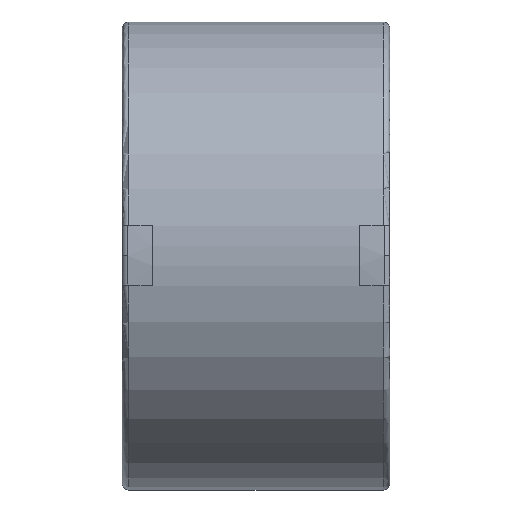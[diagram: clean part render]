
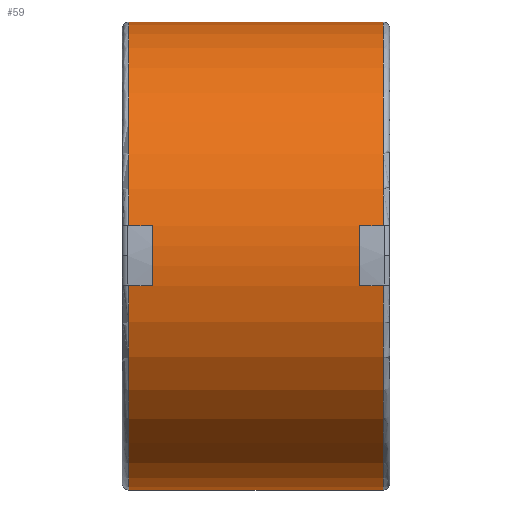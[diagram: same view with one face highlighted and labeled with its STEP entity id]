
A CAD part, top view. The second image highlights one B-rep face of the part: STEP entity #59.
In plain terms, the highlighted cylindrical face has radius 70 mm (diameter 140 mm), a partial arc.
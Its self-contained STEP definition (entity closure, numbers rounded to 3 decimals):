
#59=ADVANCED_FACE('',(#132),#133,.T.);
#132=FACE_OUTER_BOUND('',#280,.T.);
#133=CYLINDRICAL_SURFACE('',#281,70.0);
#280=EDGE_LOOP('',(#518,#519,#520,#521,#522,#523,#524,#525,#526,#527,#528,#529));
#281=AXIS2_PLACEMENT_3D('',#530,#531,#532);
#518=ORIENTED_EDGE('',*,*,#1059,.F.);
#519=ORIENTED_EDGE('',*,*,#1060,.F.);
#520=ORIENTED_EDGE('',*,*,#1061,.T.);
#521=ORIENTED_EDGE('',*,*,#1062,.T.);
#522=ORIENTED_EDGE('',*,*,#1063,.T.);
#523=ORIENTED_EDGE('',*,*,#1064,.F.);
#524=ORIENTED_EDGE('',*,*,#1065,.F.);
#525=ORIENTED_EDGE('',*,*,#1066,.F.);
#526=ORIENTED_EDGE('',*,*,#1067,.T.);
#527=ORIENTED_EDGE('',*,*,#1068,.T.);
#528=ORIENTED_EDGE('',*,*,#1069,.T.);
#529=ORIENTED_EDGE('',*,*,#1070,.F.);
#530=CARTESIAN_POINT('',(19.055,0.0,0.0));
#531=DIRECTION('',(1.0,0.0,0.0));
#532=DIRECTION('',(0.0,1.0,0.0));
#1059=EDGE_CURVE('',#1473,#1474,#1475,.T.);
#1060=EDGE_CURVE('',#1476,#1473,#1477,.T.);
#1061=EDGE_CURVE('',#1476,#1478,#1479,.T.);
#1062=EDGE_CURVE('',#1478,#1480,#1481,.T.);
#1063=EDGE_CURVE('',#1480,#1482,#1483,.T.);
#1064=EDGE_CURVE('',#1484,#1482,#1485,.T.);
#1065=EDGE_CURVE('',#1486,#1484,#1487,.T.);
#1066=EDGE_CURVE('',#1488,#1486,#1489,.T.);
#1067=EDGE_CURVE('',#1488,#1490,#1491,.T.);
#1068=EDGE_CURVE('',#1490,#1492,#1493,.T.);
#1069=EDGE_CURVE('',#1492,#1494,#1495,.T.);
#1070=EDGE_CURVE('',#1474,#1494,#1496,.T.);
#1473=VERTEX_POINT('',#1848);
#1474=VERTEX_POINT('',#1849);
#1475=LINE('',#1850,#1851);
#1476=VERTEX_POINT('',#1852);
#1477=CIRCLE('',#1853,70.0);
#1478=VERTEX_POINT('',#1854);
#1479=LINE('',#1855,#1856);
#1480=VERTEX_POINT('',#1857);
#1481=CIRCLE('',#1858,70.0);
#1482=VERTEX_POINT('',#1859);
#1483=LINE('',#1860,#1861);
#1484=VERTEX_POINT('',#1862);
#1485=CIRCLE('',#1863,70.0);
#1486=VERTEX_POINT('',#1864);
#1487=LINE('',#1865,#1866);
#1488=VERTEX_POINT('',#1867);
#1489=CIRCLE('',#1868,70.0);
#1490=VERTEX_POINT('',#1869);
#1491=LINE('',#1870,#1871);
#1492=VERTEX_POINT('',#1872);
#1493=CIRCLE('',#1873,70.0);
#1494=VERTEX_POINT('',#1874);
#1495=LINE('',#1875,#1876);
#1496=CIRCLE('',#1877,70.0);
#1848=CARTESIAN_POINT('',(-38.11,70.0,0.));
#1849=CARTESIAN_POINT('',(38.11,70.0,0.));
#1850=CARTESIAN_POINT('',(19.055,70.0,0.));
#1851=VECTOR('',#2813,1.0);
#1852=CARTESIAN_POINT('',(-38.11,9.,69.419));
#1853=AXIS2_PLACEMENT_3D('',#2814,#2815,#2816);
#1854=CARTESIAN_POINT('',(-31.0,9.,69.419));
#1855=CARTESIAN_POINT('',(-34.555,9.,69.419));
#1856=VECTOR('',#2817,1.0);
#1857=CARTESIAN_POINT('',(-31.0,-9.,69.419));
#1858=AXIS2_PLACEMENT_3D('',#2818,#2819,#2820);
#1859=CARTESIAN_POINT('',(-38.11,-9.,69.419));
#1860=CARTESIAN_POINT('',(-34.555,-9.,69.419));
#1861=VECTOR('',#2821,1.0);
#1862=CARTESIAN_POINT('',(-38.11,-70.0,0.));
#1863=AXIS2_PLACEMENT_3D('',#2822,#2823,#2824);
#1864=CARTESIAN_POINT('',(38.11,-70.0,0.));
#1865=CARTESIAN_POINT('',(19.055,-70.0,0.));
#1866=VECTOR('',#2825,1.0);
#1867=CARTESIAN_POINT('',(38.11,-9.0,69.419));
#1868=AXIS2_PLACEMENT_3D('',#2826,#2827,#2828);
#1869=CARTESIAN_POINT('',(31.0,-9.0,69.419));
#1870=CARTESIAN_POINT('',(34.555,-9.0,69.419));
#1871=VECTOR('',#2829,1.0);
#1872=CARTESIAN_POINT('',(31.0,9.0,69.419));
#1873=AXIS2_PLACEMENT_3D('',#2830,#2831,#2832);
#1874=CARTESIAN_POINT('',(38.11,9.0,69.419));
#1875=CARTESIAN_POINT('',(34.555,9.0,69.419));
#1876=VECTOR('',#2833,1.0);
#1877=AXIS2_PLACEMENT_3D('',#2834,#2835,#2836);
#2813=DIRECTION('',(1.0,0.0,0.0));
#2814=CARTESIAN_POINT('',(-38.11,0.0,0.));
#2815=DIRECTION('',(-1.0,0.0,0.));
#2816=DIRECTION('',(0.0,1.0,0.0));
#2817=DIRECTION('',(1.0,0.0,0.0));
#2818=CARTESIAN_POINT('',(-31.0,0.0,0.0));
#2819=DIRECTION('',(1.0,0.0,-0.0));
#2820=DIRECTION('',(0.0,1.0,0.0));
#2821=DIRECTION('',(-1.0,-0.0,-0.0));
#2822=CARTESIAN_POINT('',(-38.11,0.0,0.));
#2823=DIRECTION('',(-1.0,0.0,0.));
#2824=DIRECTION('',(0.0,1.0,0.0));
#2825=DIRECTION('',(-1.0,-0.0,-0.0));
#2826=CARTESIAN_POINT('',(38.11,0.0,0.0));
#2827=DIRECTION('',(1.0,0.0,0.0));
#2828=DIRECTION('',(0.0,1.0,0.0));
#2829=DIRECTION('',(-1.0,-0.0,-0.0));
#2830=CARTESIAN_POINT('',(31.0,0.0,0.0));
#2831=DIRECTION('',(-1.0,0.0,0.));
#2832=DIRECTION('',(0.0,1.0,0.0));
#2833=DIRECTION('',(1.0,0.0,0.0));
#2834=CARTESIAN_POINT('',(38.11,0.0,0.0));
#2835=DIRECTION('',(1.0,0.0,0.0));
#2836=DIRECTION('',(0.0,1.0,0.0));
